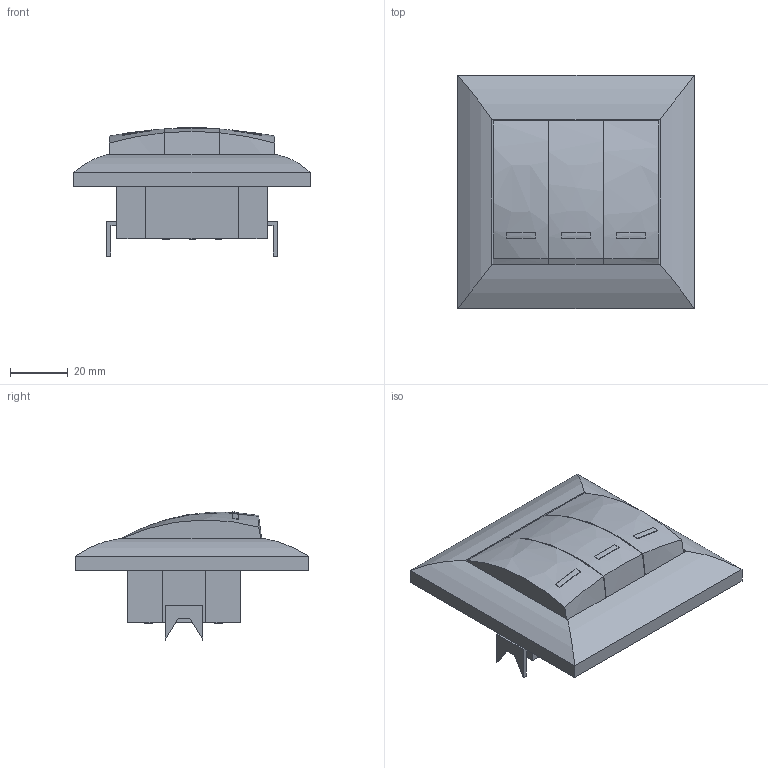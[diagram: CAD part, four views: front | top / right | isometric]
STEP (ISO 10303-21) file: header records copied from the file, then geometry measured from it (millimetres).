
FILE_DESCRIPTION (( 'STEP AP203' ), '1' );
FILE_NAME ('EVK31-K01-10-DM ÂÑ10-3-1-ÊÁ Âûêëþ÷àòåëü 3êë ñ èíä. 10À ÊÂÀÐÒÀ (áåëûé).STEP', '2016-11-23T12:30:13', ( '' ), ( '' ), 'SwSTEP 2.0', 'SolidWorks 2014', '' );
FILE_SCHEMA (( 'CONFIG_CONTROL_DESIGN' ));
Length unit declared in the file: millimetre
Products named in the file (1): EVK31-K01-10-DM ÂÑ10-3-1-ÊÁ Âûêëþ÷àòåëü 3êë ñ èíä. 10À ÊÂÀÐÒÀ (áåëûé)
Bounding box: 81.5 x 80.5 x 44.2 mm (x, y, z)
Volume: 94250.6 mm3; surface area: 31457.7 mm2
Topology: 1 solids, 1 shells, 240 faces, 633 edges, 420 vertices
Faces by surface type: plane 131, bspline 77, cylinder 32
Full cylindrical faces by diameter (mm): 2.5 x8, 4 x4
Entity records: 9428 total; most frequent: CARTESIAN_POINT 3917, ORIENTED_EDGE 1242, DIRECTION 845, EDGE_CURVE 621, VERTEX_POINT 420, VECTOR 385, LINE 385, EDGE_LOOP 293
